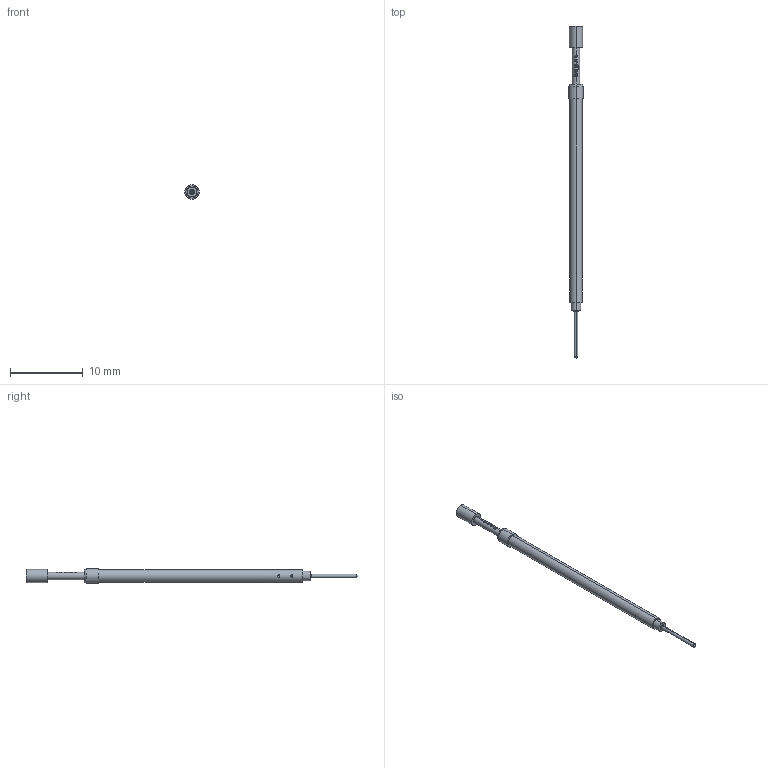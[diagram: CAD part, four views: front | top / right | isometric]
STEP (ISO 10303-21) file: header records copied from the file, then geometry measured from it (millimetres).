
FILE_DESCRIPTION (( 'STEP AP203' ), '1' );
FILE_NAME ('INGUN_SKS-215_302_180_A_xx02_E.STEP', '2022-02-18T06:11:30', ( 'ochi' ), ( '' ), 'SwSTEP 2.0', 'SolidWorks 2018', '' );
FILE_SCHEMA (( 'CONFIG_CONTROL_DESIGN' ));
Length unit declared in the file: millimetre
Products named in the file (1): INGUN_SKS-215_302_180_A_xx02_E
Bounding box: 2 x 45.6 x 2 mm (x, y, z)
Volume: 80.3 mm3; surface area: 213.9 mm2
Topology: 1 solids, 1 shells, 101 faces, 269 edges, 180 vertices
Faces by surface type: plane 47, cylinder 26, bspline 22, cone 6
Entity records: 3594 total; most frequent: CARTESIAN_POINT 1155, ORIENTED_EDGE 538, DIRECTION 423, EDGE_CURVE 269, VERTEX_POINT 180, AXIS2_PLACEMENT_3D 168, EDGE_LOOP 111, FACE_OUTER_BOUND 101
